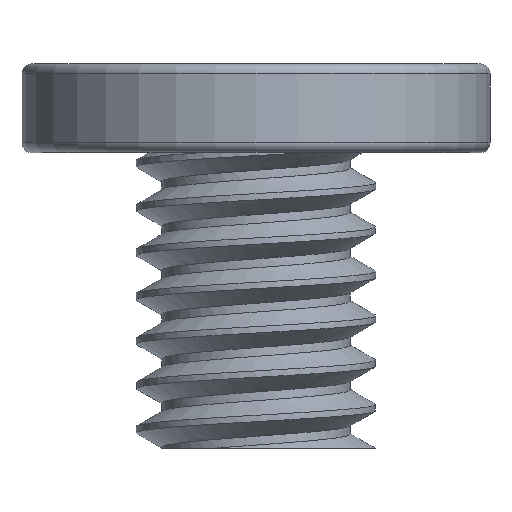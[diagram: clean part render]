
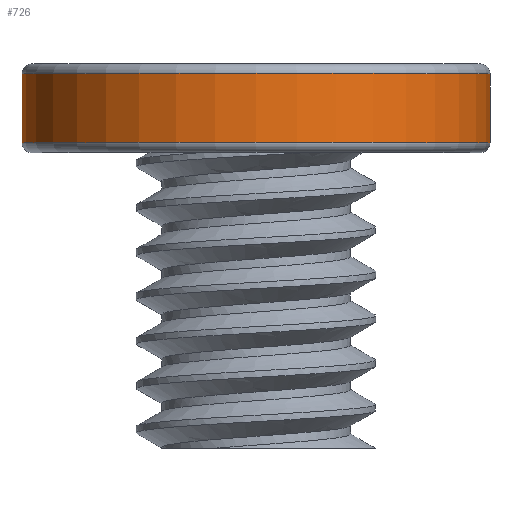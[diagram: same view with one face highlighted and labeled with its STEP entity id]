
A CAD part, top view. The second image highlights one B-rep face of the part: STEP entity #726.
In plain terms, the highlighted cylindrical face has radius 2.375 mm (diameter 4.75 mm), a full revolution.
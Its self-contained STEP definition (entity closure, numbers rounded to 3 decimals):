
#60=FACE_OUTER_BOUND('',#101,.T.);
#101=EDGE_LOOP('',(#529,#530,#531,#532,#533,#534));
#134=CIRCLE('',#786,2.375);
#135=CIRCLE('',#787,2.375);
#136=CIRCLE('',#789,2.375);
#137=CIRCLE('',#790,2.375);
#195=LINE('',#1497,#246);
#246=VECTOR('',#892,2.375);
#316=VERTEX_POINT('',#1490);
#317=VERTEX_POINT('',#1492);
#318=VERTEX_POINT('',#1496);
#319=VERTEX_POINT('',#1498);
#403=EDGE_CURVE('',#316,#317,#134,.T.);
#404=EDGE_CURVE('',#317,#316,#135,.T.);
#405=EDGE_CURVE('',#317,#318,#195,.T.);
#406=EDGE_CURVE('',#319,#318,#136,.T.);
#407=EDGE_CURVE('',#318,#319,#137,.T.);
#529=ORIENTED_EDGE('',*,*,#404,.F.);
#530=ORIENTED_EDGE('',*,*,#405,.T.);
#531=ORIENTED_EDGE('',*,*,#406,.F.);
#532=ORIENTED_EDGE('',*,*,#407,.F.);
#533=ORIENTED_EDGE('',*,*,#405,.F.);
#534=ORIENTED_EDGE('',*,*,#403,.F.);
#704=CYLINDRICAL_SURFACE('',#788,2.375);
#726=ADVANCED_FACE('',(#60),#704,.T.);
#786=AXIS2_PLACEMENT_3D('',#1493,#886,#887);
#787=AXIS2_PLACEMENT_3D('',#1494,#888,#889);
#788=AXIS2_PLACEMENT_3D('',#1495,#890,#891);
#789=AXIS2_PLACEMENT_3D('',#1499,#893,#894);
#790=AXIS2_PLACEMENT_3D('',#1500,#895,#896);
#886=DIRECTION('center_axis',(0.,1.,0.));
#887=DIRECTION('ref_axis',(1.,0.,0.));
#888=DIRECTION('center_axis',(0.,1.,0.));
#889=DIRECTION('ref_axis',(1.,0.,0.));
#890=DIRECTION('center_axis',(0.,1.,0.));
#891=DIRECTION('ref_axis',(1.,0.,0.));
#892=DIRECTION('',(0.,-1.,0.));
#893=DIRECTION('center_axis',(0.,-1.,0.));
#894=DIRECTION('ref_axis',(1.,0.,0.));
#895=DIRECTION('center_axis',(0.,-1.,0.));
#896=DIRECTION('ref_axis',(1.,0.,0.));
#1490=CARTESIAN_POINT('',(0.,0.8,-2.375));
#1492=CARTESIAN_POINT('',(-2.375,0.8,0.));
#1493=CARTESIAN_POINT('Origin',(0.,0.8,0.));
#1494=CARTESIAN_POINT('Origin',(0.,0.8,0.));
#1495=CARTESIAN_POINT('Origin',(0.,0.,0.));
#1496=CARTESIAN_POINT('',(-2.375,0.1,0.));
#1497=CARTESIAN_POINT('',(-2.375,0.,0.));
#1498=CARTESIAN_POINT('',(0.,0.1,-2.375));
#1499=CARTESIAN_POINT('Origin',(0.,0.1,0.));
#1500=CARTESIAN_POINT('Origin',(0.,0.1,0.));
